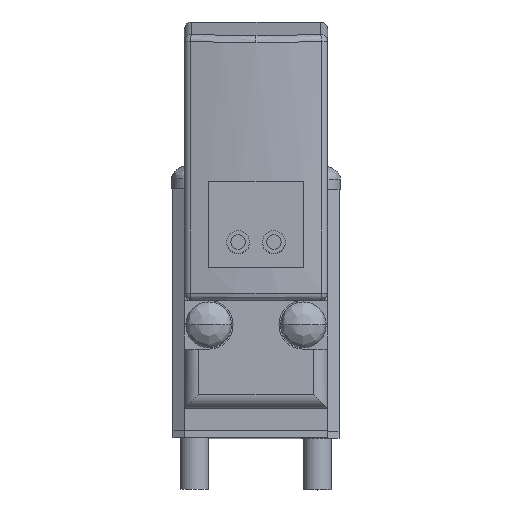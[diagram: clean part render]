
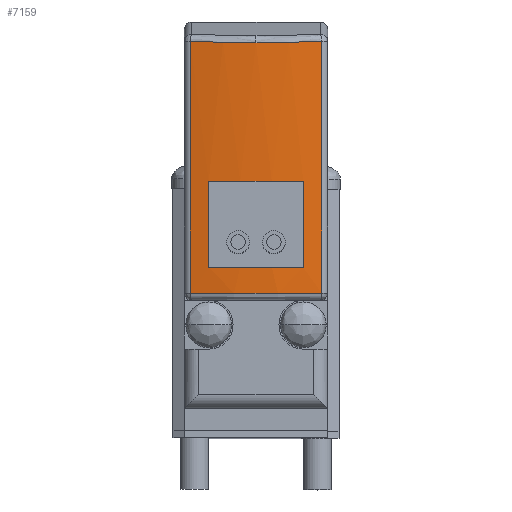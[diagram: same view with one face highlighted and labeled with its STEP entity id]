
A CAD part, top view. The second image highlights one B-rep face of the part: STEP entity #7159.
In plain terms, the highlighted cylindrical face has radius 25 mm (diameter 50 mm), a partial arc.
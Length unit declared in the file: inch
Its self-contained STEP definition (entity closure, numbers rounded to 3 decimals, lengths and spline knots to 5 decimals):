
#106 = CARTESIAN_POINT ( 'NONE',  ( 0.18078, 1.06816, 1.73129 ) ) ;
#189 = CARTESIAN_POINT ( 'NONE',  ( -0.18078, 0.37598, 1.73129 ) ) ;
#226 = CARTESIAN_POINT ( 'NONE',  ( -0.18078, 1.06816, 1.73129 ) ) ;
#349 = CARTESIAN_POINT ( 'NONE',  ( 0., 1.06527, 1.74803 ) ) ;
#739 = EDGE_LOOP ( 'NONE', ( #1349, #1359, #1407, #1279, #1423 ) ) ;
#803 = EDGE_LOOP ( 'NONE', ( #1430, #1500, #1507, #1410 ) ) ;
#1279 = ORIENTED_EDGE ( 'NONE', *, *, #8609, .F. ) ;
#1349 = ORIENTED_EDGE ( 'NONE', *, *, #8645, .F. ) ;
#1359 = ORIENTED_EDGE ( 'NONE', *, *, #8567, .F. ) ;
#1407 = ORIENTED_EDGE ( 'NONE', *, *, #8568, .F. ) ;
#1410 = ORIENTED_EDGE ( 'NONE', *, *, #8554, .T. ) ;
#1423 = ORIENTED_EDGE ( 'NONE', *, *, #8558, .F. ) ;
#1430 = ORIENTED_EDGE ( 'NONE', *, *, #8618, .T. ) ;
#1500 = ORIENTED_EDGE ( 'NONE', *, *, #8559, .T. ) ;
#1507 = ORIENTED_EDGE ( 'NONE', *, *, #8610, .T. ) ;
#1617 = CARTESIAN_POINT ( 'NONE',  ( 0., 1.57718, 0.76378 ) ) ;
#1618 = DIRECTION ( 'NONE',  ( 0., -1., 0. ) ) ;
#1640 = DIRECTION ( 'NONE',  ( 1., 0., 0. ) ) ;
#2316 = VERTEX_POINT ( 'NONE', #4455 ) ;
#2376 = VERTEX_POINT ( 'NONE', #4405 ) ;
#2378 = VERTEX_POINT ( 'NONE', #4404 ) ;
#2414 = VERTEX_POINT ( 'NONE', #4367 ) ;
#2447 = VERTEX_POINT ( 'NONE', #4324 ) ;
#2741 = DIRECTION ( 'NONE',  ( 1., 0., 0. ) ) ;
#2742 = DIRECTION ( 'NONE',  ( 0., 1., 0. ) ) ;
#2750 = CARTESIAN_POINT ( 'NONE',  ( 0., 0.68307, 0.76378 ) ) ;
#3645 = CARTESIAN_POINT ( 'NONE',  ( 0.18078, 1.06816, 1.73129 ) ) ;
#3646 = CARTESIAN_POINT ( 'NONE',  ( 0.12121, 1.06624, 1.74242 ) ) ;
#3648 = CARTESIAN_POINT ( 'NONE',  ( 0.06061, 1.06527, 1.74803 ) ) ;
#3654 = CARTESIAN_POINT ( 'NONE',  ( 0., 1.06527, 1.74803 ) ) ;
#3713 = DIRECTION ( 'NONE',  ( 0., 1., 0. ) ) ;
#3714 = CARTESIAN_POINT ( 'NONE',  ( -0.18078, 1.57718, 1.73129 ) ) ;
#3720 = CARTESIAN_POINT ( 'NONE',  ( 0., 1.06527, 1.74803 ) ) ;
#3724 = CARTESIAN_POINT ( 'NONE',  ( -0.06061, 1.06527, 1.74803 ) ) ;
#3725 = CARTESIAN_POINT ( 'NONE',  ( -0.12121, 1.06624, 1.74242 ) ) ;
#3744 = CARTESIAN_POINT ( 'NONE',  ( -0.18078, 1.06816, 1.73129 ) ) ;
#3752 = DIRECTION ( 'NONE',  ( 0., -1., 0. ) ) ;
#3754 = CARTESIAN_POINT ( 'NONE',  ( 0.12992, 1.57718, 1.73942 ) ) ;
#3786 = DIRECTION ( 'NONE',  ( 0., 1., 0. ) ) ;
#3787 = CARTESIAN_POINT ( 'NONE',  ( -0.12992, 1.57718, 1.73942 ) ) ;
#3788 = DIRECTION ( 'NONE',  ( 1., 0., 0. ) ) ;
#3789 = DIRECTION ( 'NONE',  ( 0., -1., 0. ) ) ;
#3792 = CARTESIAN_POINT ( 'NONE',  ( 0., 0.37598, 0.76378 ) ) ;
#3850 = DIRECTION ( 'NONE',  ( 1., 0., 0. ) ) ;
#3857 = DIRECTION ( 'NONE',  ( 0., -1., 0. ) ) ;
#3864 = DIRECTION ( 'NONE',  ( 0., -1., 0. ) ) ;
#3865 = CARTESIAN_POINT ( 'NONE',  ( 0.18078, 1.57718, 1.73129 ) ) ;
#3890 = CARTESIAN_POINT ( 'NONE',  ( 0., 0.44685, 0.76378 ) ) ;
#3927 = AXIS2_PLACEMENT_3D ( 'NONE', #1617, #1618, #1640 ) ;
#4324 = CARTESIAN_POINT ( 'NONE',  ( -0.12992, 0.68307, 1.73942 ) ) ;
#4367 = CARTESIAN_POINT ( 'NONE',  ( 0.18078, 0.37598, 1.73129 ) ) ;
#4404 = CARTESIAN_POINT ( 'NONE',  ( -0.12992, 0.44685, 1.73942 ) ) ;
#4405 = CARTESIAN_POINT ( 'NONE',  ( 0.12992, 0.68307, 1.73942 ) ) ;
#4455 = CARTESIAN_POINT ( 'NONE',  ( 0.12992, 0.44685, 1.73942 ) ) ;
#4613 = VERTEX_POINT ( 'NONE', #106 ) ;
#4620 = VERTEX_POINT ( 'NONE', #226 ) ;
#4678 = VERTEX_POINT ( 'NONE', #189 ) ;
#4679 = VERTEX_POINT ( 'NONE', #349 ) ;
#5421 = B_SPLINE_CURVE_WITH_KNOTS ( 'NONE', 3,
 ( #3654, #3648, #3646, #3645 ),
 .UNSPECIFIED., .F., .F.,
 ( 4, 4 ),
 ( 0., 1. ),
 .UNSPECIFIED. ) ;
#5422 = B_SPLINE_CURVE_WITH_KNOTS ( 'NONE', 3,
 ( #3744, #3725, #3724, #3720 ),
 .UNSPECIFIED., .F., .F.,
 ( 4, 4 ),
 ( 0., 1. ),
 .UNSPECIFIED. ) ;
#6343 = AXIS2_PLACEMENT_3D ( 'NONE', #2750, #2742, #2741 ) ;
#6352 = AXIS2_PLACEMENT_3D ( 'NONE', #3890, #3857, #3850 ) ;
#6388 = AXIS2_PLACEMENT_3D ( 'NONE', #3792, #3789, #3788 ) ;
#7159 = ADVANCED_FACE ( 'NONE', ( #8063, #8048 ), #8417, .T. ) ;
#7565 = LINE ( 'NONE', #3865, #7575 ) ;
#7570 = VECTOR ( 'NONE', #3713, 39.37008 ) ;
#7573 = CIRCLE ( 'NONE', #6343, 0.98425 ) ;
#7575 = VECTOR ( 'NONE', #3864, 39.37008 ) ;
#7579 = CIRCLE ( 'NONE', #6352, 0.98425 ) ;
#7585 = LINE ( 'NONE', #3714, #7570 ) ;
#7639 = LINE ( 'NONE', #3787, #7651 ) ;
#7651 = VECTOR ( 'NONE', #3786, 39.37008 ) ;
#7658 = CIRCLE ( 'NONE', #6388, 0.98425 ) ;
#7667 = LINE ( 'NONE', #3754, #7668 ) ;
#7668 = VECTOR ( 'NONE', #3752, 39.37008 ) ;
#8048 = FACE_BOUND ( 'NONE', #803, .T. ) ;
#8063 = FACE_OUTER_BOUND ( 'NONE', #739, .T. ) ;
#8417 = CYLINDRICAL_SURFACE ( 'NONE', #3927, 0.98425 ) ;
#8554 = EDGE_CURVE ( 'NONE', #2447, #2376, #7573, .T. ) ;
#8558 = EDGE_CURVE ( 'NONE', #4613, #2414, #7565, .T. ) ;
#8559 = EDGE_CURVE ( 'NONE', #2316, #2378, #7579, .T. ) ;
#8567 = EDGE_CURVE ( 'NONE', #4620, #4679, #5422, .T. ) ;
#8568 = EDGE_CURVE ( 'NONE', #4678, #4620, #7585, .T. ) ;
#8609 = EDGE_CURVE ( 'NONE', #2414, #4678, #7658, .T. ) ;
#8610 = EDGE_CURVE ( 'NONE', #2378, #2447, #7639, .T. ) ;
#8618 = EDGE_CURVE ( 'NONE', #2376, #2316, #7667, .T. ) ;
#8645 = EDGE_CURVE ( 'NONE', #4679, #4613, #5421, .T. ) ;
